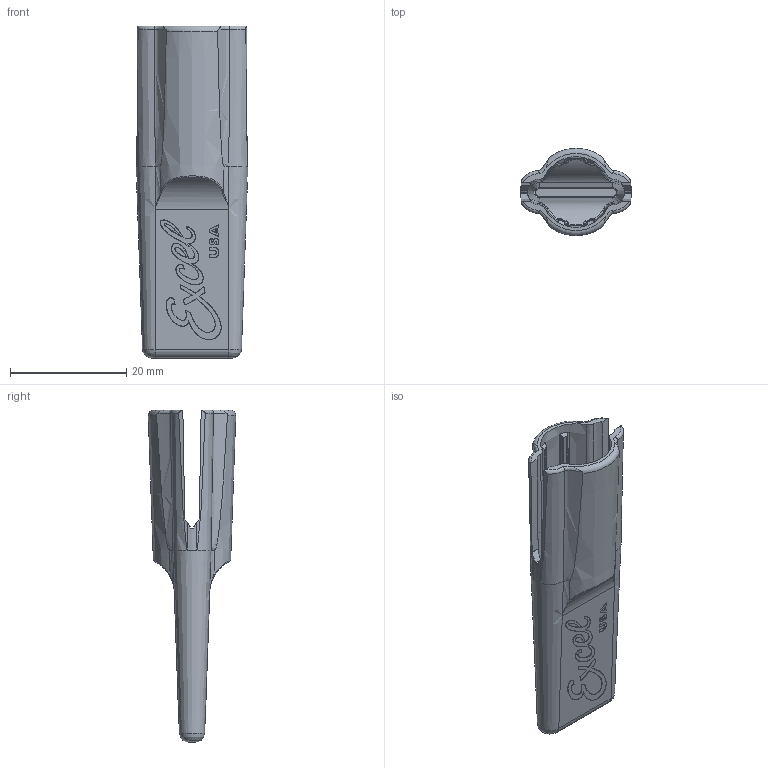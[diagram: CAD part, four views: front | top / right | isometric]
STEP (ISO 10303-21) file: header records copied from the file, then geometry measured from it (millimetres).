
FILE_DESCRIPTION(/* description */ (''),/* implementation_level */ '2;1');
FILE_NAME(/* name */ 'excel cap.step',/* time_stamp */ '2024-11-20T17:22:06-05:00',/* author */ (''),/* organization */ (''),/* preprocessor_version */ 'ST-DEVELOPER v20',/* originating_system */ 'Autodesk Translation Framework v13.20.0.188',/* authorisation */ '');
FILE_SCHEMA (('AUTOMOTIVE_DESIGN { 1 0 10303 214 3 1 1 }'));
Length unit declared in the file: inch
Products named in the file (1): excel cap
Bounding box: 19.26 x 15.05 x 57.1 mm (x, y, z)
Volume: 2949.3 mm3; surface area: 4934.3 mm2
Topology: 1 solids, 1 shells, 564 faces, 1514 edges, 920 vertices
Faces by surface type: bspline 370, plane 88, cylinder 60, cone 38, torus 8
Entity records: 36056 total; most frequent: CARTESIAN_POINT 24765, ORIENTED_EDGE 2932, EDGE_CURVE 1466, DIRECTION 1410, VERTEX_POINT 920, B_SPLINE_CURVE_WITH_KNOTS 748, EDGE_LOOP 580, FACE_OUTER_BOUND 564
